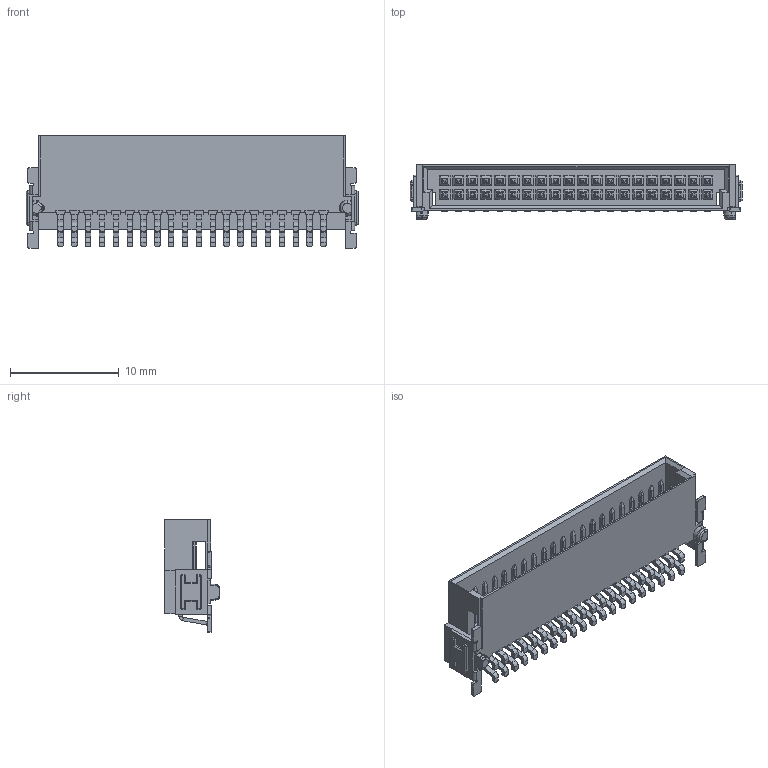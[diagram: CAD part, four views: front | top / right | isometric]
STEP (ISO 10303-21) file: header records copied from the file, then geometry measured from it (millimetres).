
FILE_DESCRIPTION(('CATIA V5 STEP Exchange','CAx-IF Rec.Pracs.--- Model Styling and Organization---1.4--- 2014-01-23'),'2;1');
FILE_NAME ('D1463902_0_2747210000_2747210000.stp','2020-10-01T13:50:46+00:00',('none'),('Weidmueller'),'CATIA Version 5-6 Release 2016 SP3 HF44','CATIA V5 STEP AP214','none');
FILE_SCHEMA(('AUTOMOTIVE_DESIGN { 1 0 10303 214 1 1 1 1 }'));
Products named in the file (1): 2747210000
Bounding box: 30.48 x 5 x 10.35 mm (x, y, z)
Volume: 474.2 mm3; surface area: 1785.6 mm2
Topology: 1 solids, 1 shells, 3188 faces, 8247 edges, 4856 vertices
Faces by surface type: plane 2514, cylinder 461, extrusion 160, cone 23, torus 18, sphere 8, bspline 4
Entity records: 95935 total; most frequent: CARTESIAN_POINT 22376, ORIENTED_EDGE 16494, DIRECTION 12319, EDGE_CURVE 8247, VECTOR 7059, LINE 6899, VERTEX_POINT 4856, EDGE_LOOP 3311
